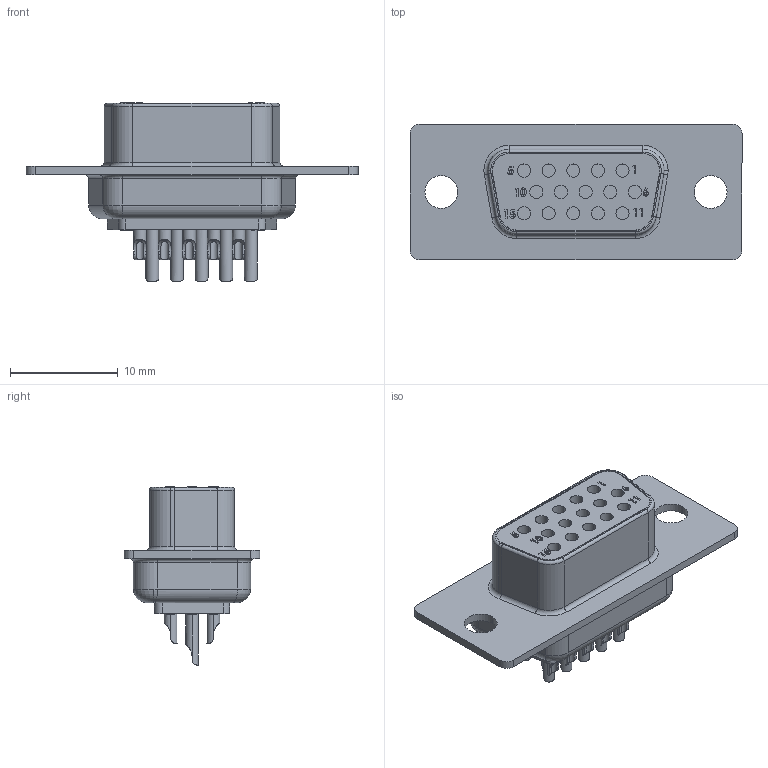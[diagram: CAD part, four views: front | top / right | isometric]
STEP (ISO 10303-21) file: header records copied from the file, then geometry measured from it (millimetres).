
FILE_DESCRIPTION (( 'STEP AP214' ), '1' );
FILE_NAME ('180-015-203.STEP', '2015-11-12T14:29:02', ( '' ), ( '' ), 'SwSTEP 2.0', 'SolidWorks 2014', '' );
FILE_SCHEMA (( 'AUTOMOTIVE_DESIGN' ));
Length unit declared in the file: inch
Products named in the file (1): 180-015-203
Bounding box: 30.81 x 12.6 x 16.54 mm (x, y, z)
Volume: 1777.8 mm3; surface area: 2395.7 mm2
Topology: 1 solids, 1 shells, 490 faces, 1199 edges, 768 vertices
Faces by surface type: plane 237, cylinder 165, bspline 68, torus 20
Entity records: 21917 total; most frequent: CARTESIAN_POINT 7709, ORIENTED_EDGE 2398, DIRECTION 2059, EDGE_CURVE 1199, VERTEX_POINT 768, VECTOR 707, LINE 707, AXIS2_PLACEMENT_3D 676
